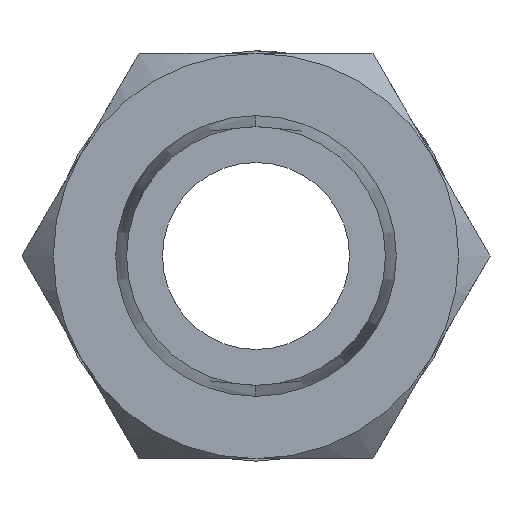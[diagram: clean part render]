
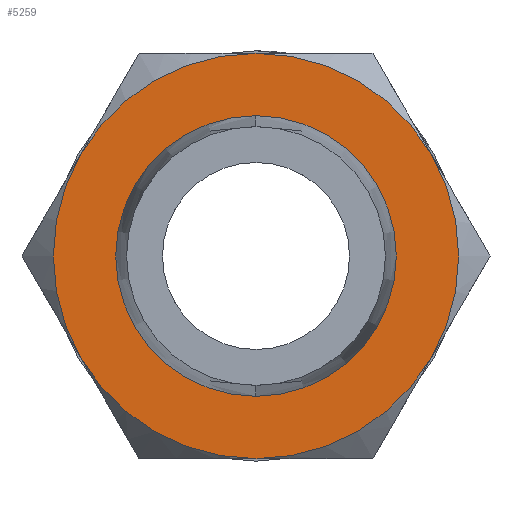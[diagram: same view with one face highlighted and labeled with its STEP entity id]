
A CAD part, left-side view. The second image highlights one B-rep face of the part: STEP entity #5259.
In plain terms, the highlighted planar face has unit normal (-1, 0, 0).
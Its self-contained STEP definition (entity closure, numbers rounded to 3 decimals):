
#71 = DIRECTION ( 'NONE',  ( 0., 0., -1. ) ) ;
#137 = VERTEX_POINT ( 'NONE', #1547 ) ;
#190 = AXIS2_PLACEMENT_3D ( 'NONE', #3685, #2705, #2771 ) ;
#267 = EDGE_CURVE ( 'NONE', #1199, #5673, #3707, .T. ) ;
#318 = CARTESIAN_POINT ( 'NONE',  ( 10., 0., 0. ) ) ;
#374 = AXIS2_PLACEMENT_3D ( 'NONE', #1231, #3995, #71 ) ;
#503 = DIRECTION ( 'NONE',  ( 0., 0., 1. ) ) ;
#520 = EDGE_CURVE ( 'NONE', #6027, #2986, #956, .T. ) ;
#607 = CARTESIAN_POINT ( 'NONE',  ( 10., 0., 0. ) ) ;
#823 = DIRECTION ( 'NONE',  ( -1., 0., 0. ) ) ;
#830 = EDGE_CURVE ( 'NONE', #137, #3495, #5191, .T. ) ;
#908 = CARTESIAN_POINT ( 'NONE',  ( 10., 0., 0. ) ) ;
#956 = CIRCLE ( 'NONE', #374, 6.5 ) ;
#1004 = ORIENTED_EDGE ( 'NONE', *, *, #5615, .F. ) ;
#1019 = PLANE ( 'NONE',  #2934 ) ;
#1141 = EDGE_CURVE ( 'NONE', #5364, #1245, #1741, .T. ) ;
#1163 = CIRCLE ( 'NONE', #5899, 6.5 ) ;
#1199 = VERTEX_POINT ( 'NONE', #2316 ) ;
#1231 = CARTESIAN_POINT ( 'NONE',  ( 10., 0., 0. ) ) ;
#1245 = VERTEX_POINT ( 'NONE', #4775 ) ;
#1334 = DIRECTION ( 'NONE',  ( 0., 0., -1. ) ) ;
#1457 = DIRECTION ( 'NONE',  ( 1., 0., 0. ) ) ;
#1547 = CARTESIAN_POINT ( 'NONE',  ( 10., 0., 4.5 ) ) ;
#1741 = CIRCLE ( 'NONE', #2831, 6.5 ) ;
#1757 = DIRECTION ( 'NONE',  ( 1., 0., 0. ) ) ;
#2039 = EDGE_CURVE ( 'NONE', #1245, #6027, #1163, .T. ) ;
#2316 = CARTESIAN_POINT ( 'NONE',  ( 10., 0., 6.5 ) ) ;
#2644 = CIRCLE ( 'NONE', #190, 6.5 ) ;
#2705 = DIRECTION ( 'NONE',  ( -1., 0., 0. ) ) ;
#2766 = CARTESIAN_POINT ( 'NONE',  ( 10., 0., 0. ) ) ;
#2771 = DIRECTION ( 'NONE',  ( 0., 0., 1. ) ) ;
#2831 = AXIS2_PLACEMENT_3D ( 'NONE', #318, #1757, #4066 ) ;
#2844 = CARTESIAN_POINT ( 'NONE',  ( 10., 0., 0. ) ) ;
#2934 = AXIS2_PLACEMENT_3D ( 'NONE', #5301, #4779, #5268 ) ;
#2986 = VERTEX_POINT ( 'NONE', #4913 ) ;
#3132 = DIRECTION ( 'NONE',  ( 0., 0., 1. ) ) ;
#3136 = EDGE_CURVE ( 'NONE', #3495, #137, #4409, .T. ) ;
#3139 = EDGE_LOOP ( 'NONE', ( #3460, #3413, #1004, #4948, #5549, #5463 ) ) ;
#3330 = AXIS2_PLACEMENT_3D ( 'NONE', #607, #4800, #3412 ) ;
#3392 = FACE_OUTER_BOUND ( 'NONE', #3139, .T. ) ;
#3412 = DIRECTION ( 'NONE',  ( 0., 0., -1. ) ) ;
#3413 = ORIENTED_EDGE ( 'NONE', *, *, #1141, .F. ) ;
#3456 = EDGE_LOOP ( 'NONE', ( #5809, #3567 ) ) ;
#3460 = ORIENTED_EDGE ( 'NONE', *, *, #2039, .F. ) ;
#3495 = VERTEX_POINT ( 'NONE', #6005 ) ;
#3567 = ORIENTED_EDGE ( 'NONE', *, *, #3136, .F. ) ;
#3685 = CARTESIAN_POINT ( 'NONE',  ( 10., 0., 0. ) ) ;
#3707 = CIRCLE ( 'NONE', #5585, 6.5 ) ;
#3738 = DIRECTION ( 'NONE',  ( 1., 0., 0. ) ) ;
#3767 = DIRECTION ( 'NONE',  ( 0., 0., -1. ) ) ;
#3878 = FACE_BOUND ( 'NONE', #3456, .T. ) ;
#3995 = DIRECTION ( 'NONE',  ( 1., 0., 0. ) ) ;
#4066 = DIRECTION ( 'NONE',  ( 0., 0., -1. ) ) ;
#4249 = CARTESIAN_POINT ( 'NONE',  ( 10., -5.629, 3.25 ) ) ;
#4409 = CIRCLE ( 'NONE', #4904, 4.5 ) ;
#4662 = CARTESIAN_POINT ( 'NONE',  ( 10., 0., 0. ) ) ;
#4728 = DIRECTION ( 'NONE',  ( -1., 0., 0. ) ) ;
#4775 = CARTESIAN_POINT ( 'NONE',  ( 10., 0., -6.5 ) ) ;
#4779 = DIRECTION ( 'NONE',  ( 1., 0., 0. ) ) ;
#4800 = DIRECTION ( 'NONE',  ( 1., 0., 0. ) ) ;
#4882 = CARTESIAN_POINT ( 'NONE',  ( 10., 5.629, -3.25 ) ) ;
#4904 = AXIS2_PLACEMENT_3D ( 'NONE', #908, #4728, #503 ) ;
#4913 = CARTESIAN_POINT ( 'NONE',  ( 10., 5.629, 3.25 ) ) ;
#4948 = ORIENTED_EDGE ( 'NONE', *, *, #267, .F. ) ;
#4990 = CARTESIAN_POINT ( 'NONE',  ( 10., -5.629, -3.25 ) ) ;
#5191 = CIRCLE ( 'NONE', #5991, 4.5 ) ;
#5195 = CIRCLE ( 'NONE', #3330, 6.5 ) ;
#5259 = ADVANCED_FACE ( 'NONE', ( #3878, #3392 ), #1019, .F. ) ;
#5268 = DIRECTION ( 'NONE',  ( 0., 0., -1. ) ) ;
#5301 = CARTESIAN_POINT ( 'NONE',  ( 10., 0., 0. ) ) ;
#5364 = VERTEX_POINT ( 'NONE', #4990 ) ;
#5463 = ORIENTED_EDGE ( 'NONE', *, *, #520, .F. ) ;
#5549 = ORIENTED_EDGE ( 'NONE', *, *, #5845, .T. ) ;
#5585 = AXIS2_PLACEMENT_3D ( 'NONE', #2844, #1457, #3767 ) ;
#5615 = EDGE_CURVE ( 'NONE', #5673, #5364, #5195, .T. ) ;
#5673 = VERTEX_POINT ( 'NONE', #4249 ) ;
#5809 = ORIENTED_EDGE ( 'NONE', *, *, #830, .F. ) ;
#5845 = EDGE_CURVE ( 'NONE', #1199, #2986, #2644, .T. ) ;
#5899 = AXIS2_PLACEMENT_3D ( 'NONE', #4662, #3738, #1334 ) ;
#5991 = AXIS2_PLACEMENT_3D ( 'NONE', #2766, #823, #3132 ) ;
#6005 = CARTESIAN_POINT ( 'NONE',  ( 10., 0., -4.5 ) ) ;
#6027 = VERTEX_POINT ( 'NONE', #4882 ) ;
